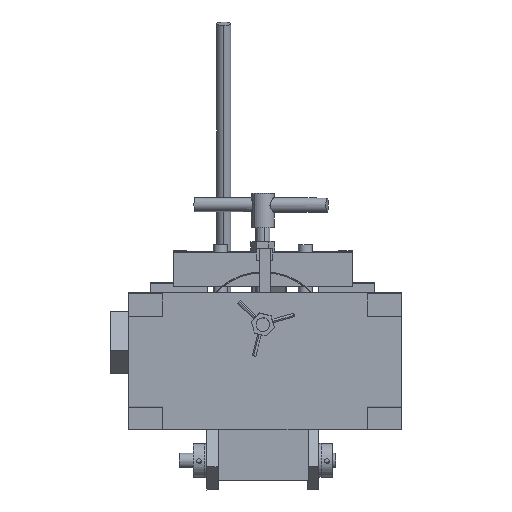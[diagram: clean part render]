
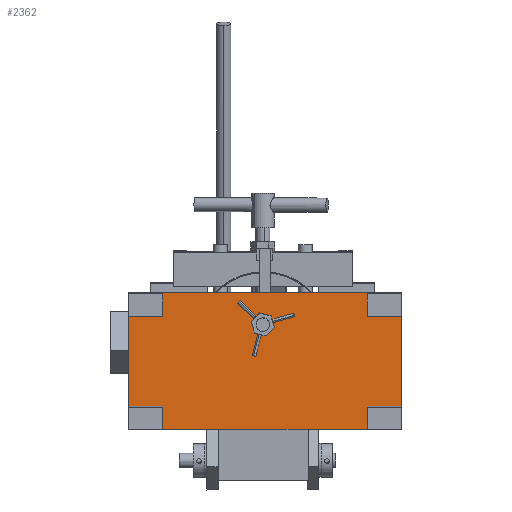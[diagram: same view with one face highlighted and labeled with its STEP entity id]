
A CAD part, front view. The second image highlights one B-rep face of the part: STEP entity #2362.
In plain terms, the highlighted face is planar.
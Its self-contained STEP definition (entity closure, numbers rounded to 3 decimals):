
#314 = CARTESIAN_POINT ( 'NONE',  ( 300., 0., -55. ) ) ;
#498 = CARTESIAN_POINT ( 'NONE',  ( 300., 0., -85. ) ) ;
#1054 = VERTEX_POINT ( 'NONE', #314 ) ;
#1112 = VERTEX_POINT ( 'NONE', #498 ) ;
#1810 = VERTEX_POINT ( 'NONE', #7755 ) ;
#1866 = VERTEX_POINT ( 'NONE', #7811 ) ;
#1896 = VERTEX_POINT ( 'NONE', #7841 ) ;
#1926 = VERTEX_POINT ( 'NONE', #7871 ) ;
#2362 = ADVANCED_FACE ( 'NONE', ( #10219, #10218 ), #9733, .T. ) ;
#3513 = EDGE_CURVE ( 'NONE', #1112, #1054, #11406, .T. ) ;
#3522 = EDGE_CURVE ( 'NONE', #1896, #1866, #11399, .T. ) ;
#3753 = ORIENTED_EDGE ( 'NONE', *, *, #4041, .T. ) ;
#3754 = ORIENTED_EDGE ( 'NONE', *, *, #3513, .T. ) ;
#3755 = ORIENTED_EDGE ( 'NONE', *, *, #3522, .F. ) ;
#3758 = ORIENTED_EDGE ( 'NONE', *, *, #4042, .F. ) ;
#3759 = ORIENTED_EDGE ( 'NONE', *, *, #4039, .F. ) ;
#3760 = ORIENTED_EDGE ( 'NONE', *, *, #4036, .F. ) ;
#4036 = EDGE_CURVE ( 'NONE', #1866, #1926, #11416, .T. ) ;
#4039 = EDGE_CURVE ( 'NONE', #1926, #1810, #11430, .T. ) ;
#4041 = EDGE_CURVE ( 'NONE', #1054, #1112, #11438, .T. ) ;
#4042 = EDGE_CURVE ( 'NONE', #1810, #1896, #11435, .T. ) ;
#5823 = EDGE_LOOP ( 'NONE', ( #3755, #3758, #3759, #3760 ) ) ;
#5856 = EDGE_LOOP ( 'NONE', ( #3753, #3754 ) ) ;
#7755 = CARTESIAN_POINT ( 'NONE',  ( 609.6, 0., -304.8 ) ) ;
#7811 = CARTESIAN_POINT ( 'NONE',  ( 0., 0., 0. ) ) ;
#7841 = CARTESIAN_POINT ( 'NONE',  ( 0., 0., -304.8 ) ) ;
#7871 = CARTESIAN_POINT ( 'NONE',  ( 609.6, 0., 0. ) ) ;
#9333 = AXIS2_PLACEMENT_3D ( 'NONE', #9741, #9747, #9748 ) ;
#9447 = AXIS2_PLACEMENT_3D ( 'NONE', #12026, #12028, #12029 ) ;
#9450 = AXIS2_PLACEMENT_3D ( 'NONE', #12066, #12068, #12069 ) ;
#9733 = PLANE ( 'NONE',  #9333 ) ;
#9741 = CARTESIAN_POINT ( 'NONE',  ( 0., 0., -304.8 ) ) ;
#9747 = DIRECTION ( 'NONE',  ( 0., -1., 0. ) ) ;
#9748 = DIRECTION ( 'NONE',  ( 0., 0., -1. ) ) ;
#10218 = FACE_OUTER_BOUND ( 'NONE', #5823, .T. ) ;
#10219 = FACE_BOUND ( 'NONE', #5856, .T. ) ;
#11399 = LINE ( 'NONE', #12040, #11421 ) ;
#11406 = CIRCLE ( 'NONE', #9447, 15. ) ;
#11416 = LINE ( 'NONE', #12048, #11429 ) ;
#11421 = VECTOR ( 'NONE', #12047, 1000. ) ;
#11429 = VECTOR ( 'NONE', #12056, 1000. ) ;
#11430 = LINE ( 'NONE', #12059, #11433 ) ;
#11433 = VECTOR ( 'NONE', #12062, 1000. ) ;
#11434 = VECTOR ( 'NONE', #12071, 1000. ) ;
#11435 = LINE ( 'NONE', #12070, #11434 ) ;
#11438 = CIRCLE ( 'NONE', #9450, 15. ) ;
#12026 = CARTESIAN_POINT ( 'NONE',  ( 300., 0., -70. ) ) ;
#12028 = DIRECTION ( 'NONE',  ( 0., 1., 0. ) ) ;
#12029 = DIRECTION ( 'NONE',  ( 0., 0., 1. ) ) ;
#12040 = CARTESIAN_POINT ( 'NONE',  ( 0., 0., 0. ) ) ;
#12047 = DIRECTION ( 'NONE',  ( 0., 0., 1. ) ) ;
#12048 = CARTESIAN_POINT ( 'NONE',  ( 0., 0., 0. ) ) ;
#12056 = DIRECTION ( 'NONE',  ( 1., 0., 0. ) ) ;
#12059 = CARTESIAN_POINT ( 'NONE',  ( 609.6, 0., 0. ) ) ;
#12062 = DIRECTION ( 'NONE',  ( 0., 0., -1. ) ) ;
#12066 = CARTESIAN_POINT ( 'NONE',  ( 300., 0., -70. ) ) ;
#12068 = DIRECTION ( 'NONE',  ( 0., 1., 0. ) ) ;
#12069 = DIRECTION ( 'NONE',  ( 0., 0., 1. ) ) ;
#12070 = CARTESIAN_POINT ( 'NONE',  ( 0., 0., -304.8 ) ) ;
#12071 = DIRECTION ( 'NONE',  ( -1., 0., 0. ) ) ;
